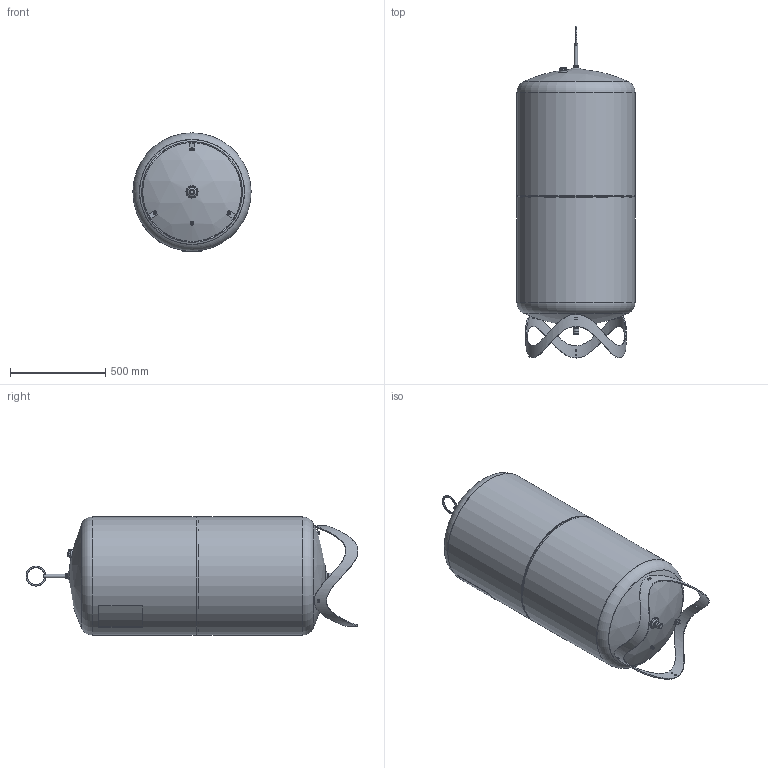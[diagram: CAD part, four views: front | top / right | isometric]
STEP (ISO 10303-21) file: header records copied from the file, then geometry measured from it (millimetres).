
FILE_DESCRIPTION((''),'2;1');
FILE_NAME('7101012_3D_0911_00_DE_FR_IT_EN_NL_UPD.stp','2015-01-08T09:56:43',('SCG'),(''),'Autodesk Inventor 2013','Autodesk Inventor 2013','');
FILE_SCHEMA(('AUTOMOTIVE_DESIGN { 1 0 10303 214 1 1 1 1 }'));
Length unit declared in the file: millimetre
Products named in the file (1): 117909
Bounding box: 620 x 1740.18 x 620.3 mm (x, y, z)
Surface area: 7744708.1 mm2
Topology: 9 solids, 9 shells, 420 faces, 1110 edges, 716 vertices
Faces by surface type: plane 196, cylinder 110, cone 50, bspline 29, torus 25, sphere 9, revolution 1
Full cylindrical faces by diameter (mm): 4 x20, 7.5 x2, 8 x7, 8.4 x1, 9 x2, 10 x3, 11.027 x1, 12.6 x1, 14 x1, 14.95 x1, 17.2 x1, 18 x1, 20 x2, 24.117 x1, 26.44 x1, 26.5 x1, 26.8 x3, 27 x2, 29.8 x4, 30 x1, 32 x1, 33 x1, 33.3 x1, 40 x1, 41 x1, 45 x1, 55 x1, 58 x1, 517 x1, 527 x1
Entity records: 16386 total; most frequent: CARTESIAN_POINT 6332, DIRECTION 1922, ORIENTED_EDGE 1874, EDGE_CURVE 937, AXIS2_PLACEMENT_3D 791, VERTEX_POINT 671, EDGE_LOOP 659, FACE_OUTER_BOUND 420
